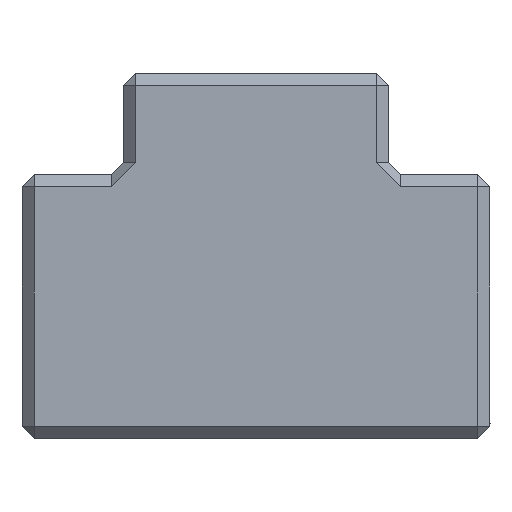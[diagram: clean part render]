
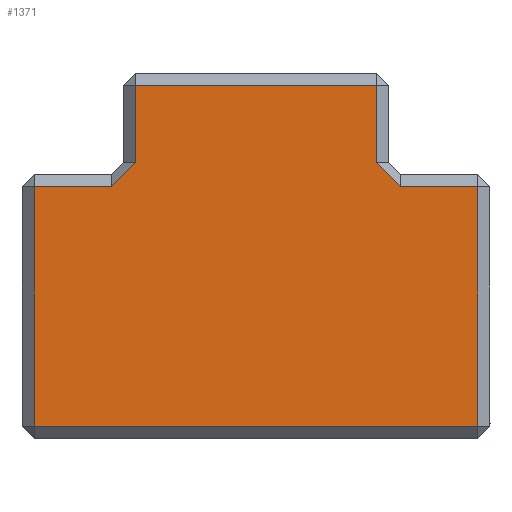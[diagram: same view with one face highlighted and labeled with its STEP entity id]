
A CAD part, top view. The second image highlights one B-rep face of the part: STEP entity #1371.
In plain terms, the highlighted planar face has unit normal (0, 0, 1).
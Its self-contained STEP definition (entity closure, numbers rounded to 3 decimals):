
#1352=AXIS2_PLACEMENT_3D('Plane Axis2P3D',#1349,#1350,#1351) ;
#543=CARTESIAN_POINT('Line Origine',(-8.788,88.39,10.1)) ;
#547=CARTESIAN_POINT('Vertex',(-7.988,89.19,10.1)) ;
#549=CARTESIAN_POINT('Vertex',(-9.588,87.59,10.1)) ;
#795=CARTESIAN_POINT('Line Origine',(8.788,88.39,10.1)) ;
#799=CARTESIAN_POINT('Vertex',(9.588,87.59,10.1)) ;
#801=CARTESIAN_POINT('Vertex',(7.988,89.19,10.1)) ;
#944=CARTESIAN_POINT('Vertex',(14.707,87.59,10.1)) ;
#947=CARTESIAN_POINT('Line Origine',(0.,87.59,10.1)) ;
#1015=CARTESIAN_POINT('Vertex',(14.707,71.695,10.1)) ;
#1023=CARTESIAN_POINT('Line Origine',(14.707,83.402,10.1)) ;
#1095=CARTESIAN_POINT('Vertex',(-7.988,94.309,10.1)) ;
#1098=CARTESIAN_POINT('Line Origine',(-7.988,83.002,10.1)) ;
#1162=CARTESIAN_POINT('Line Origine',(7.988,83.002,10.1)) ;
#1166=CARTESIAN_POINT('Vertex',(7.988,94.309,10.1)) ;
#1196=CARTESIAN_POINT('Line Origine',(-0.4,94.309,10.1)) ;
#1235=CARTESIAN_POINT('Line Origine',(0.,87.59,10.1)) ;
#1239=CARTESIAN_POINT('Vertex',(-14.707,87.59,10.1)) ;
#1334=CARTESIAN_POINT('Vertex',(-14.707,71.695,10.1)) ;
#1337=CARTESIAN_POINT('Line Origine',(0.,71.695,10.1)) ;
#1349=CARTESIAN_POINT('Axis2P3D Location',(0.,0.,10.1)) ;
#1354=CARTESIAN_POINT('Line Origine',(-14.707,79.643,10.1)) ;
#544=DIRECTION('Vector Direction',(-0.707,-0.707,0.)) ;
#796=DIRECTION('Vector Direction',(-0.707,0.707,0.)) ;
#948=DIRECTION('Vector Direction',(-1.,0.,0.)) ;
#1024=DIRECTION('Vector Direction',(0.,1.,0.)) ;
#1099=DIRECTION('Vector Direction',(0.,-1.,0.)) ;
#1163=DIRECTION('Vector Direction',(0.,-1.,0.)) ;
#1197=DIRECTION('Vector Direction',(1.,0.,0.)) ;
#1236=DIRECTION('Vector Direction',(1.,0.,0.)) ;
#1338=DIRECTION('Vector Direction',(1.,0.,0.)) ;
#1350=DIRECTION('Axis2P3D Direction',(0.,0.,1.)) ;
#1351=DIRECTION('Axis2P3D XDirection',(1.,0.,0.)) ;
#1355=DIRECTION('Vector Direction',(0.,-1.,0.)) ;
#545=VECTOR('Line Direction',#544,1.) ;
#797=VECTOR('Line Direction',#796,1.) ;
#949=VECTOR('Line Direction',#948,1.) ;
#1025=VECTOR('Line Direction',#1024,1.) ;
#1100=VECTOR('Line Direction',#1099,1.) ;
#1164=VECTOR('Line Direction',#1163,1.) ;
#1198=VECTOR('Line Direction',#1197,1.) ;
#1237=VECTOR('Line Direction',#1236,1.) ;
#1339=VECTOR('Line Direction',#1338,1.) ;
#1356=VECTOR('Line Direction',#1355,1.) ;
#1360=ORIENTED_EDGE('',*,*,#1341,.T.) ;
#1361=ORIENTED_EDGE('',*,*,#1027,.T.) ;
#1362=ORIENTED_EDGE('',*,*,#951,.F.) ;
#1363=ORIENTED_EDGE('',*,*,#803,.T.) ;
#1364=ORIENTED_EDGE('',*,*,#1168,.T.) ;
#1365=ORIENTED_EDGE('',*,*,#1200,.T.) ;
#1366=ORIENTED_EDGE('',*,*,#1102,.F.) ;
#1367=ORIENTED_EDGE('',*,*,#551,.T.) ;
#1368=ORIENTED_EDGE('',*,*,#1241,.T.) ;
#1369=ORIENTED_EDGE('',*,*,#1358,.T.) ;
#1371=ADVANCED_FACE('Body.2',(#1370),#1353,.T.) ;
#551=EDGE_CURVE('',#548,#550,#546,.T.) ;
#803=EDGE_CURVE('',#800,#802,#798,.T.) ;
#951=EDGE_CURVE('',#800,#945,#950,.F.) ;
#1027=EDGE_CURVE('',#1016,#945,#1026,.T.) ;
#1102=EDGE_CURVE('',#548,#1096,#1101,.F.) ;
#1168=EDGE_CURVE('',#802,#1167,#1165,.F.) ;
#1200=EDGE_CURVE('',#1167,#1096,#1199,.F.) ;
#1241=EDGE_CURVE('',#550,#1240,#1238,.F.) ;
#1341=EDGE_CURVE('',#1335,#1016,#1340,.T.) ;
#1358=EDGE_CURVE('',#1240,#1335,#1357,.T.) ;
#1359=EDGE_LOOP('',(#1360,#1361,#1362,#1363,#1364,#1365,#1366,#1367,#1368,#1369)) ;
#1370=FACE_OUTER_BOUND('',#1359,.T.) ;
#546=LINE('Line',#543,#545) ;
#798=LINE('Line',#795,#797) ;
#950=LINE('Line',#947,#949) ;
#1026=LINE('Line',#1023,#1025) ;
#1101=LINE('Line',#1098,#1100) ;
#1165=LINE('Line',#1162,#1164) ;
#1199=LINE('Line',#1196,#1198) ;
#1238=LINE('Line',#1235,#1237) ;
#1340=LINE('Line',#1337,#1339) ;
#1357=LINE('Line',#1354,#1356) ;
#1353=PLANE('',#1352) ;
#548=VERTEX_POINT('',#547) ;
#550=VERTEX_POINT('',#549) ;
#800=VERTEX_POINT('',#799) ;
#802=VERTEX_POINT('',#801) ;
#945=VERTEX_POINT('',#944) ;
#1016=VERTEX_POINT('',#1015) ;
#1096=VERTEX_POINT('',#1095) ;
#1167=VERTEX_POINT('',#1166) ;
#1240=VERTEX_POINT('',#1239) ;
#1335=VERTEX_POINT('',#1334) ;
